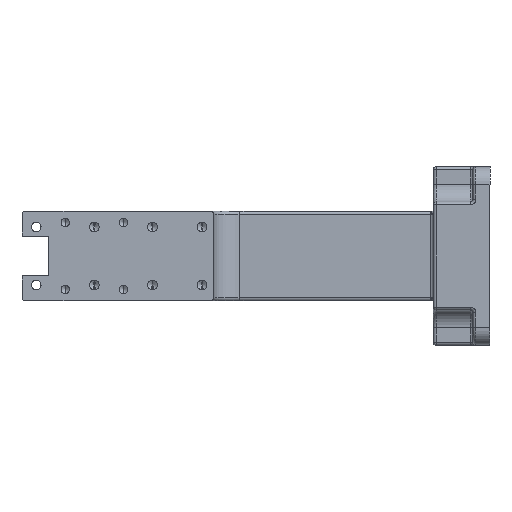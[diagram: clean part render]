
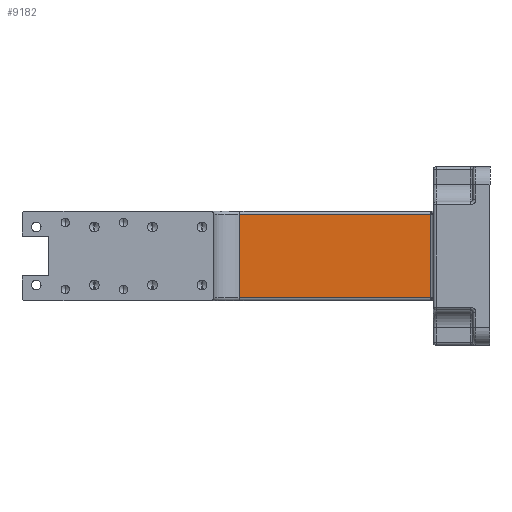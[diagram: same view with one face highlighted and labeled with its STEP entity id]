
A CAD part, left-side view. The second image highlights one B-rep face of the part: STEP entity #9182.
In plain terms, the highlighted planar face has unit normal (-1, 0, 0).
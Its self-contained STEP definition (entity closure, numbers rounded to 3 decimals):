
#170 = EDGE_LOOP ( 'NONE', ( #7844, #12749, #8782, #12683 ) ) ;
#614 = CARTESIAN_POINT ( 'NONE',  ( -87.918, 42., 29.5 ) ) ;
#883 = LINE ( 'NONE', #9912, #3402 ) ;
#1126 = DIRECTION ( 'NONE',  ( -1., 0., 0. ) ) ;
#1335 = LINE ( 'NONE', #9293, #6669 ) ;
#1750 = VECTOR ( 'NONE', #4003, 1000. ) ;
#2142 = CARTESIAN_POINT ( 'NONE',  ( -87.918, 42., -29.5 ) ) ;
#2532 = VERTEX_POINT ( 'NONE', #11953 ) ;
#2872 = EDGE_CURVE ( 'NONE', #6015, #2532, #11885, .T. ) ;
#2887 = DIRECTION ( 'NONE',  ( 0., 0., 1. ) ) ;
#3402 = VECTOR ( 'NONE', #3503, 1000. ) ;
#3503 = DIRECTION ( 'NONE',  ( 0., 0., 1. ) ) ;
#4003 = DIRECTION ( 'NONE',  ( 0., -1., 0. ) ) ;
#4773 = DIRECTION ( 'NONE',  ( 0., 1., 0. ) ) ;
#4784 = CARTESIAN_POINT ( 'NONE',  ( -87.918, 42., -29.5 ) ) ;
#4922 = LINE ( 'NONE', #9339, #1750 ) ;
#5827 = CARTESIAN_POINT ( 'NONE',  ( -87.918, 109.902, -29.5 ) ) ;
#6015 = VERTEX_POINT ( 'NONE', #4784 ) ;
#6193 = VECTOR ( 'NONE', #4773, 1000. ) ;
#6669 = VECTOR ( 'NONE', #2887, 1000. ) ;
#7844 = ORIENTED_EDGE ( 'NONE', *, *, #8197, .F. ) ;
#8197 = EDGE_CURVE ( 'NONE', #12349, #12692, #4922, .T. ) ;
#8601 = DIRECTION ( 'NONE',  ( 0., 0., 1. ) ) ;
#8782 = ORIENTED_EDGE ( 'NONE', *, *, #2872, .F. ) ;
#9182 = ADVANCED_FACE ( 'NONE', ( #13546 ), #12816, .T. ) ;
#9293 = CARTESIAN_POINT ( 'NONE',  ( -87.918, 176.939, 0. ) ) ;
#9339 = CARTESIAN_POINT ( 'NONE',  ( -87.918, 109.902, 29.5 ) ) ;
#9401 = EDGE_CURVE ( 'NONE', #6015, #12692, #883, .T. ) ;
#9912 = CARTESIAN_POINT ( 'NONE',  ( -87.918, 42., 0. ) ) ;
#10501 = AXIS2_PLACEMENT_3D ( 'NONE', #2142, #1126, #8601 ) ;
#11885 = LINE ( 'NONE', #5827, #6193 ) ;
#11927 = CARTESIAN_POINT ( 'NONE',  ( -87.918, 176.939, 29.5 ) ) ;
#11953 = CARTESIAN_POINT ( 'NONE',  ( -87.918, 176.939, -29.5 ) ) ;
#12349 = VERTEX_POINT ( 'NONE', #11927 ) ;
#12683 = ORIENTED_EDGE ( 'NONE', *, *, #9401, .T. ) ;
#12692 = VERTEX_POINT ( 'NONE', #614 ) ;
#12749 = ORIENTED_EDGE ( 'NONE', *, *, #13627, .F. ) ;
#12816 = PLANE ( 'NONE',  #10501 ) ;
#13546 = FACE_OUTER_BOUND ( 'NONE', #170, .T. ) ;
#13627 = EDGE_CURVE ( 'NONE', #2532, #12349, #1335, .T. ) ;
